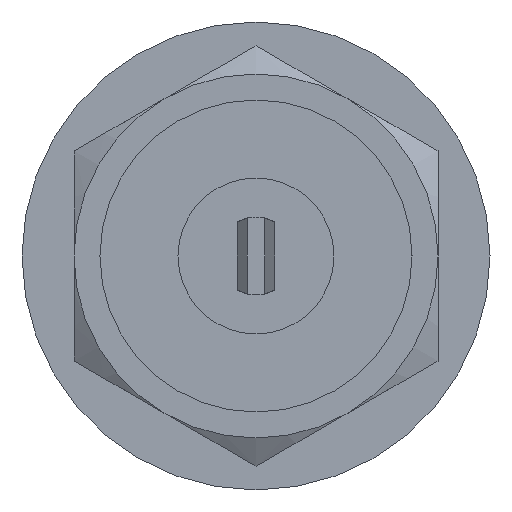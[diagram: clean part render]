
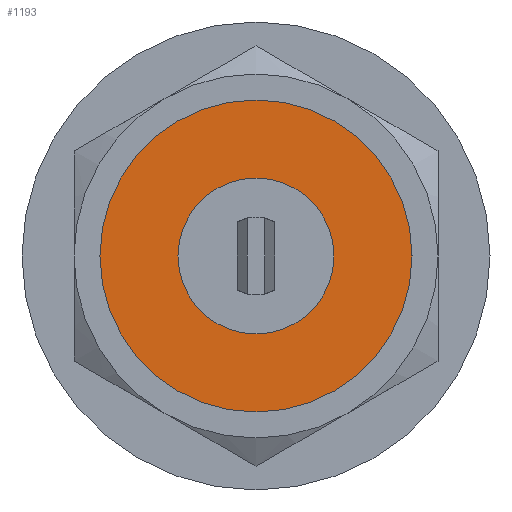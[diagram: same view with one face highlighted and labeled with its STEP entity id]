
A CAD part, front view. The second image highlights one B-rep face of the part: STEP entity #1193.
In plain terms, the highlighted planar face has unit normal (0, -1, 0).
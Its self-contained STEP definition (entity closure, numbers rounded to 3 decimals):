
#27 = EDGE_CURVE ( 'Defeature ausgef�hrt1_43+Defeature ausgef�hrt1_42+Defeature ausgef�hrt1_42+Defeature ausgef�hrt1_42', #1167, #2330, #1998, .T. ) ;
#31 = VERTEX_POINT ( 'NONE', #379 ) ;
#58 = ORIENTED_EDGE ( 'NONE', *, *, #2542, .T. ) ;
#78 = AXIS2_PLACEMENT_3D ( 'NONE', #927, #1303, #1518 ) ;
#165 = DIRECTION ( 'NONE',  ( -1., 0., 0. ) ) ;
#212 = AXIS2_PLACEMENT_3D ( 'NONE', #1392, #814, #238 ) ;
#238 = DIRECTION ( 'NONE',  ( -1., 0., 0. ) ) ;
#240 = ORIENTED_EDGE ( 'NONE', *, *, #628, .T. ) ;
#379 = CARTESIAN_POINT ( 'NONE',  ( 0., -49., 3. ) ) ;
#416 = PLANE ( 'NONE',  #212 ) ;
#507 = VERTEX_POINT ( 'NONE', #2273 ) ;
#531 = CIRCLE ( 'NONE', #78, 3. ) ;
#556 = DIRECTION ( 'NONE',  ( -1., 0., 0. ) ) ;
#628 = EDGE_CURVE ( 'Defeature ausgef�hrt1_43+Defeature ausgef�hrt1_44+Defeature ausgef�hrt1_44+Defeature ausgef�hrt1_44', #31, #507, #531, .T. ) ;
#648 = DIRECTION ( 'NONE',  ( 0., 0., -1. ) ) ;
#777 = FACE_OUTER_BOUND ( 'NONE', #1136, .T. ) ;
#814 = DIRECTION ( 'NONE',  ( 0., -1., 0. ) ) ;
#885 = AXIS2_PLACEMENT_3D ( 'NONE', #2424, #2225, #648 ) ;
#927 = CARTESIAN_POINT ( 'NONE',  ( 0., -49., 0. ) ) ;
#1018 = EDGE_LOOP ( 'NONE', ( #1855, #240 ) ) ;
#1122 = CARTESIAN_POINT ( 'NONE',  ( 0., -49., 0. ) ) ;
#1136 = EDGE_LOOP ( 'NONE', ( #1922, #58 ) ) ;
#1167 = VERTEX_POINT ( 'NONE', #2187 ) ;
#1193 = ADVANCED_FACE ( 'Defeature ausgef�hrt1_43', ( #1551, #777 ), #416, .T. ) ;
#1234 = CIRCLE ( 'NONE', #885, 3. ) ;
#1303 = DIRECTION ( 'NONE',  ( 0., 1., 0. ) ) ;
#1392 = CARTESIAN_POINT ( 'NONE',  ( 0., -49., 0. ) ) ;
#1518 = DIRECTION ( 'NONE',  ( 0., 0., -1. ) ) ;
#1551 = FACE_BOUND ( 'NONE', #1018, .T. ) ;
#1703 = CARTESIAN_POINT ( 'NONE',  ( 0., -49., 0. ) ) ;
#1713 = DIRECTION ( 'NONE',  ( 0., -1., 0. ) ) ;
#1738 = AXIS2_PLACEMENT_3D ( 'NONE', #1703, #1906, #556 ) ;
#1855 = ORIENTED_EDGE ( 'NONE', *, *, #2369, .T. ) ;
#1906 = DIRECTION ( 'NONE',  ( 0., -1., 0. ) ) ;
#1922 = ORIENTED_EDGE ( 'NONE', *, *, #27, .T. ) ;
#1936 = CARTESIAN_POINT ( 'NONE',  ( -6., -49., 0. ) ) ;
#1998 = CIRCLE ( 'NONE', #1738, 6. ) ;
#2134 = AXIS2_PLACEMENT_3D ( 'NONE', #1122, #1713, #165 ) ;
#2187 = CARTESIAN_POINT ( 'NONE',  ( 6., -49., 0. ) ) ;
#2225 = DIRECTION ( 'NONE',  ( 0., 1., 0. ) ) ;
#2273 = CARTESIAN_POINT ( 'NONE',  ( 0., -49., -3. ) ) ;
#2274 = CIRCLE ( 'NONE', #2134, 6. ) ;
#2330 = VERTEX_POINT ( 'NONE', #1936 ) ;
#2369 = EDGE_CURVE ( 'Defeature ausgef�hrt1_43+Defeature ausgef�hrt1_44+Defeature ausgef�hrt1_44+Defeature ausgef�hrt1_44', #507, #31, #1234, .T. ) ;
#2424 = CARTESIAN_POINT ( 'NONE',  ( 0., -49., 0. ) ) ;
#2542 = EDGE_CURVE ( 'Defeature ausgef�hrt1_43+Defeature ausgef�hrt1_42+Defeature ausgef�hrt1_42+Defeature ausgef�hrt1_42', #2330, #1167, #2274, .T. ) ;
